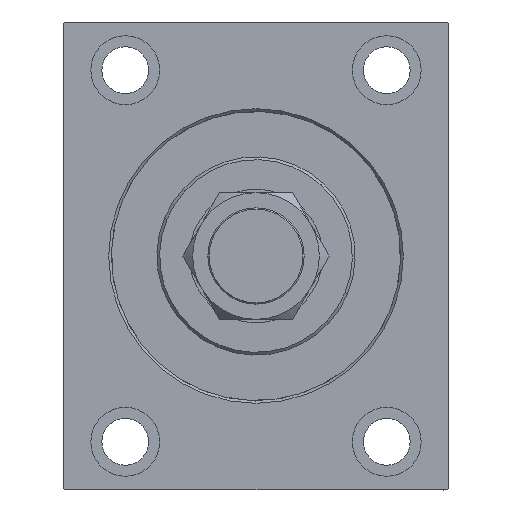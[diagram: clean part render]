
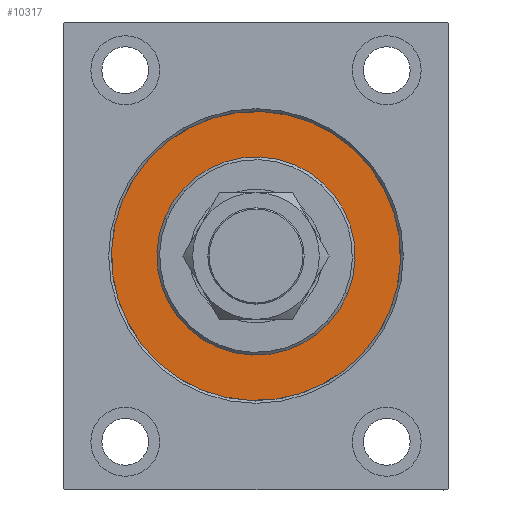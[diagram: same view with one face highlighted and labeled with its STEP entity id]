
A CAD part, left-side view. The second image highlights one B-rep face of the part: STEP entity #10317.
In plain terms, the highlighted face is planar.
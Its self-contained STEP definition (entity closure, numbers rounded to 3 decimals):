
#738 = CIRCLE ( 'NONE', #39565, 52.5 ) ;
#1436 = DIRECTION ( 'NONE',  ( 0., 0., 1. ) ) ;
#1673 = CARTESIAN_POINT ( 'NONE',  ( 0., 0., 0. ) ) ;
#1946 = VERTEX_POINT ( 'NONE', #11114 ) ;
#2886 = EDGE_CURVE ( 'NONE', #1946, #27835, #37984, .T. ) ;
#3956 = CARTESIAN_POINT ( 'NONE',  ( 0., 0., 52.5 ) ) ;
#4241 = DIRECTION ( 'NONE',  ( 0., 0., 1. ) ) ;
#4516 = CIRCLE ( 'NONE', #24682, 52.5 ) ;
#5679 = DIRECTION ( 'NONE',  ( -1., 0., 0. ) ) ;
#5911 = AXIS2_PLACEMENT_3D ( 'NONE', #16638, #27878, #27641 ) ;
#7363 = EDGE_LOOP ( 'NONE', ( #42142, #40430 ) ) ;
#7519 = DIRECTION ( 'NONE',  ( -1., 0., 0. ) ) ;
#8591 = EDGE_LOOP ( 'NONE', ( #25570, #20706 ) ) ;
#8729 = FACE_BOUND ( 'NONE', #8591, .T. ) ;
#10317 = ADVANCED_FACE ( 'NONE', ( #8729, #43814 ), #26057, .F. ) ;
#11114 = CARTESIAN_POINT ( 'NONE',  ( 0., 0., 36. ) ) ;
#16638 = CARTESIAN_POINT ( 'NONE',  ( 0., 0., 0. ) ) ;
#16682 = CARTESIAN_POINT ( 'NONE',  ( 0., 0., 0. ) ) ;
#19935 = EDGE_CURVE ( 'NONE', #20438, #27168, #738, .T. ) ;
#20438 = VERTEX_POINT ( 'NONE', #37728 ) ;
#20706 = ORIENTED_EDGE ( 'NONE', *, *, #41623, .F. ) ;
#22251 = CARTESIAN_POINT ( 'NONE',  ( 0., 0., 0. ) ) ;
#24682 = AXIS2_PLACEMENT_3D ( 'NONE', #22251, #7519, #4241 ) ;
#25570 = ORIENTED_EDGE ( 'NONE', *, *, #2886, .F. ) ;
#26057 = PLANE ( 'NONE',  #26588 ) ;
#26588 = AXIS2_PLACEMENT_3D ( 'NONE', #30470, #5679, #26979 ) ;
#26923 = EDGE_CURVE ( 'NONE', #27168, #20438, #4516, .T. ) ;
#26979 = DIRECTION ( 'NONE',  ( 0., 0., 1. ) ) ;
#27168 = VERTEX_POINT ( 'NONE', #3956 ) ;
#27641 = DIRECTION ( 'NONE',  ( 0., 0., -1. ) ) ;
#27835 = VERTEX_POINT ( 'NONE', #33724 ) ;
#27878 = DIRECTION ( 'NONE',  ( 1., 0., 0. ) ) ;
#28444 = CIRCLE ( 'NONE', #5911, 36. ) ;
#29737 = DIRECTION ( 'NONE',  ( -1., 0., 0. ) ) ;
#30470 = CARTESIAN_POINT ( 'NONE',  ( 0., 0., 0. ) ) ;
#31181 = DIRECTION ( 'NONE',  ( 1., 0., 0. ) ) ;
#32056 = AXIS2_PLACEMENT_3D ( 'NONE', #16682, #31181, #34465 ) ;
#33724 = CARTESIAN_POINT ( 'NONE',  ( 0., 0., -36. ) ) ;
#34465 = DIRECTION ( 'NONE',  ( 0., 0., -1. ) ) ;
#37728 = CARTESIAN_POINT ( 'NONE',  ( 0., 0., -52.5 ) ) ;
#37984 = CIRCLE ( 'NONE', #32056, 36. ) ;
#39565 = AXIS2_PLACEMENT_3D ( 'NONE', #1673, #29737, #1436 ) ;
#40430 = ORIENTED_EDGE ( 'NONE', *, *, #26923, .F. ) ;
#41623 = EDGE_CURVE ( 'NONE', #27835, #1946, #28444, .T. ) ;
#42142 = ORIENTED_EDGE ( 'NONE', *, *, #19935, .F. ) ;
#43814 = FACE_OUTER_BOUND ( 'NONE', #7363, .T. ) ;
